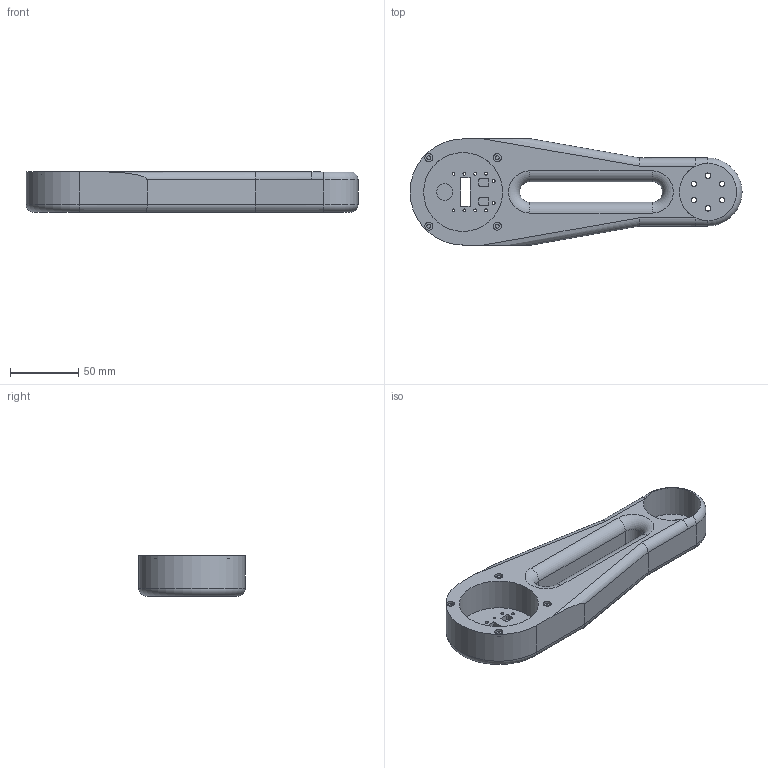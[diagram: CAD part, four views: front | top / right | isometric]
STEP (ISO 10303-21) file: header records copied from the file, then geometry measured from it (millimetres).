
FILE_DESCRIPTION(/* description */ (''),/* implementation_level */ '2;1');
FILE_NAME(/* name */ 'Eslabon_5_Parametrizado_ipt_6d44ecff.STEP',/* time_stamp */ '2022-04-06T01:17:12-05:00',/* author */ ('Alcatraz'),/* organization */ (''),/* preprocessor_version */ 'ST-DEVELOPER v18.1',/* originating_system */ 'Autodesk Inventor 2021',/* authorisation */ '');
FILE_SCHEMA (('AUTOMOTIVE_DESIGN { 1 0 10303 214 3 1 1 }'));
Length unit declared in the file: millimetre
Products named in the file (1): Eslabon_5_Parametrizado
Bounding box: 244 x 78 x 30 mm (x, y, z)
Volume: 287935 mm3; surface area: 55515.9 mm2
Topology: 1 solids, 1 shells, 97 faces, 257 edges, 174 vertices
Faces by surface type: cylinder 55, plane 35, torus 7
Full cylindrical faces by diameter (mm): 2.1 x10, 3 x4, 4 x6, 6 x4, 12 x1, 42 x1, 58 x1
Entity records: 3218 total; most frequent: DIRECTION 591, CARTESIAN_POINT 543, ORIENTED_EDGE 514, EDGE_CURVE 257, AXIS2_PLACEMENT_3D 238, VERTEX_POINT 174, EDGE_LOOP 145, CIRCLE 132
